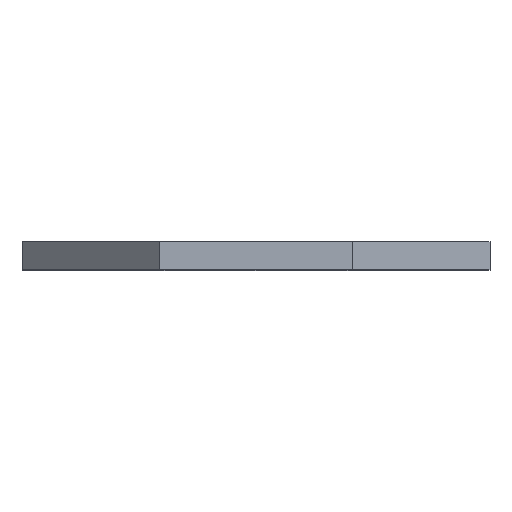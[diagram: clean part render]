
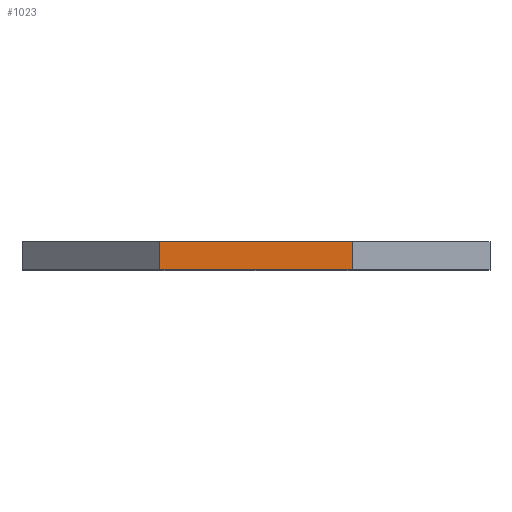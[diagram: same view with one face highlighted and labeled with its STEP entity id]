
A CAD part, top view. The second image highlights one B-rep face of the part: STEP entity #1023.
In plain terms, the highlighted planar face has unit normal (0, 0, 1).
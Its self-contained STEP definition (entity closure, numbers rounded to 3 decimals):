
#74 = CARTESIAN_POINT ( 'NONE',  ( 10.48, -2.498, 25.3 ) ) ;
#81 = CARTESIAN_POINT ( 'NONE',  ( -10.48, 0.55, 25.3 ) ) ;
#236 = AXIS2_PLACEMENT_3D ( 'NONE', #1266, #1167, #1156 ) ;
#304 = DIRECTION ( 'NONE',  ( 0., -1., 0. ) ) ;
#327 = CARTESIAN_POINT ( 'NONE',  ( 10.48, -2.498, 25.3 ) ) ;
#346 = DIRECTION ( 'NONE',  ( -1., 0., 0. ) ) ;
#354 = CARTESIAN_POINT ( 'NONE',  ( 10.48, 0.55, 25.3 ) ) ;
#365 = DIRECTION ( 'NONE',  ( 0., -1., 0. ) ) ;
#456 = EDGE_CURVE ( 'NONE', #1118, #1205, #996, .T. ) ;
#488 = EDGE_CURVE ( 'NONE', #1205, #1600, #982, .T. ) ;
#493 = CARTESIAN_POINT ( 'NONE',  ( 10.48, 0.55, 25.3 ) ) ;
#592 = FACE_OUTER_BOUND ( 'NONE', #1474, .T. ) ;
#687 = VECTOR ( 'NONE', #870, 1000. ) ;
#704 = CARTESIAN_POINT ( 'NONE',  ( -10.48, 0.55, 25.3 ) ) ;
#705 = LINE ( 'NONE', #1422, #687 ) ;
#760 = VECTOR ( 'NONE', #304, 1000. ) ;
#770 = LINE ( 'NONE', #704, #760 ) ;
#808 = EDGE_CURVE ( 'NONE', #1127, #1600, #770, .T. ) ;
#870 = DIRECTION ( 'NONE',  ( 1., 0., 0. ) ) ;
#893 = EDGE_CURVE ( 'NONE', #1127, #1118, #705, .T. ) ;
#978 = VECTOR ( 'NONE', #346, 1000. ) ;
#982 = LINE ( 'NONE', #327, #978 ) ;
#988 = VECTOR ( 'NONE', #365, 1000. ) ;
#996 = LINE ( 'NONE', #354, #988 ) ;
#1023 = ADVANCED_FACE ( 'NONE', ( #592 ), #1312, .F. ) ;
#1118 = VERTEX_POINT ( 'NONE', #493 ) ;
#1127 = VERTEX_POINT ( 'NONE', #81 ) ;
#1156 = DIRECTION ( 'NONE',  ( -1., 0., 0. ) ) ;
#1167 = DIRECTION ( 'NONE',  ( 0., 0., -1. ) ) ;
#1205 = VERTEX_POINT ( 'NONE', #74 ) ;
#1266 = CARTESIAN_POINT ( 'NONE',  ( -10.48, 0.55, 25.3 ) ) ;
#1312 = PLANE ( 'NONE',  #236 ) ;
#1422 = CARTESIAN_POINT ( 'NONE',  ( -10.48, 0.55, 25.3 ) ) ;
#1474 = EDGE_LOOP ( 'NONE', ( #1612, #1614, #1615, #1616 ) ) ;
#1600 = VERTEX_POINT ( 'NONE', #1606 ) ;
#1606 = CARTESIAN_POINT ( 'NONE',  ( -10.48, -2.498, 25.3 ) ) ;
#1612 = ORIENTED_EDGE ( 'NONE', *, *, #808, .T. ) ;
#1614 = ORIENTED_EDGE ( 'NONE', *, *, #488, .F. ) ;
#1615 = ORIENTED_EDGE ( 'NONE', *, *, #456, .F. ) ;
#1616 = ORIENTED_EDGE ( 'NONE', *, *, #893, .F. ) ;
